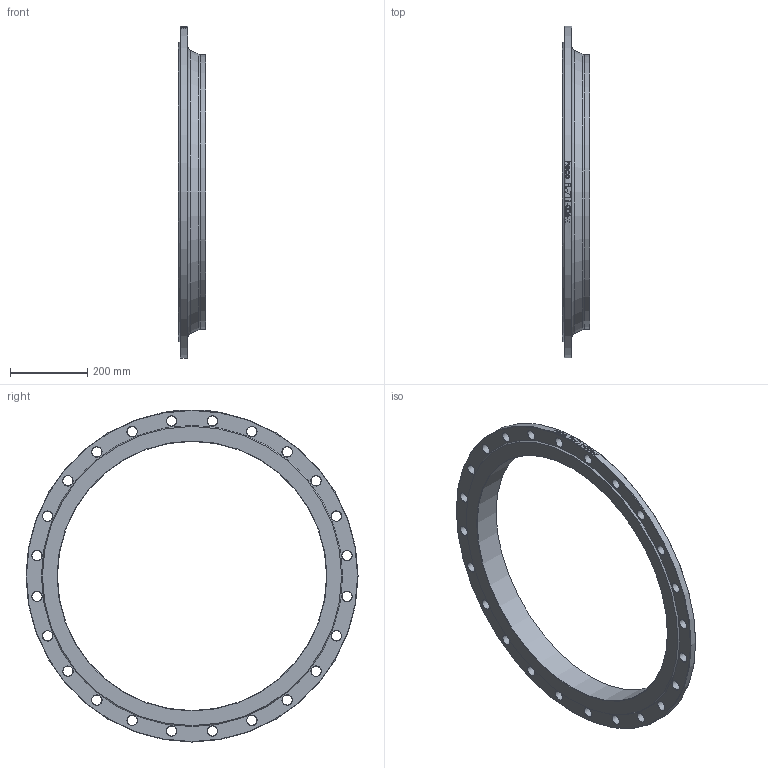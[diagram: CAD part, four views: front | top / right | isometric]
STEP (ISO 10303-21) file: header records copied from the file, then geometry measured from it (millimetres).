
FILE_DESCRIPTION (( 'STEP AP214' ), '1' );
FILE_NAME ('FL-711-006-x Vorschweissflansch PN6 Iso DIN2631 2009.STEP', '2020-09-01T08:33:10', ( '' ), ( '' ), 'SwSTEP 2.0', 'SolidWorks 2019', '' );
FILE_SCHEMA (( 'AUTOMOTIVE_DESIGN' ));
Length unit declared in the file: millimetre
Products named in the file (1): FL-711-006-x Vorschweissflansch PN6 Iso DIN2631 2009
Bounding box: 70 x 860 x 860 mm (x, y, z)
Volume: 5256266.7 mm3; surface area: 692006.9 mm2
Topology: 1 solids, 1 shells, 107 faces, 354 edges, 272 vertices
Faces by surface type: cone 53, cylinder 48, plane 4, torus 2
Full cylindrical faces by diameter (mm): 26 x24, 697 x1, 711.2 x1, 860 x1
Entity records: 6976 total; most frequent: CARTESIAN_POINT 3999, DIRECTION 522, ORIENTED_EDGE 492, EDGE_LOOP 262, AXIS2_PLACEMENT_3D 249, VERTEX_POINT 246, EDGE_CURVE 246, CIRCLE 141
